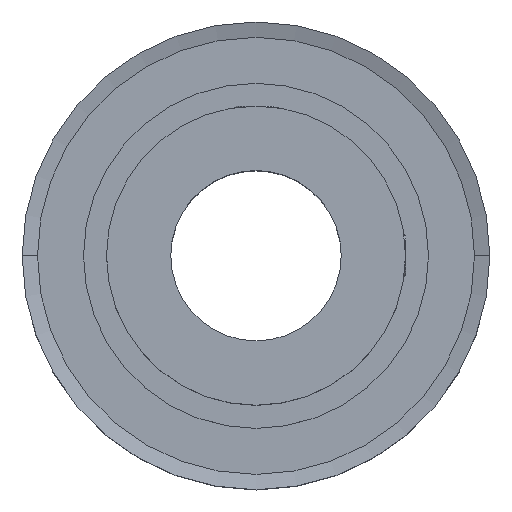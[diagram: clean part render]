
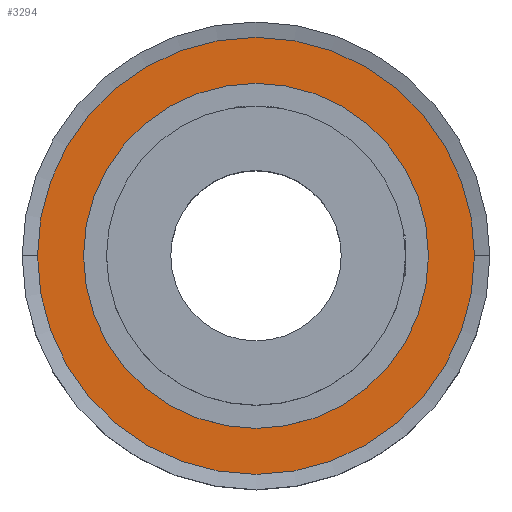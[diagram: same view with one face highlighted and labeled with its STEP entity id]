
A CAD part, top view. The second image highlights one B-rep face of the part: STEP entity #3294.
In plain terms, the highlighted planar face has unit normal (0, 0, 1).
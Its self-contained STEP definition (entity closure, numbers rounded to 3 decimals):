
#446 = DIRECTION ( 'NONE',  ( 1., 0., 0. ) ) ;
#478 = ORIENTED_EDGE ( 'NONE', *, *, #2071, .F. ) ;
#568 = VERTEX_POINT ( 'NONE', #4525 ) ;
#1035 = DIRECTION ( 'NONE',  ( 0., 0., 1. ) ) ;
#1137 = CIRCLE ( 'NONE', #3414, 22.5 ) ;
#1675 = VERTEX_POINT ( 'NONE', #8015 ) ;
#2071 = EDGE_CURVE ( 'NONE', #568, #1675, #7905, .T. ) ;
#2495 = FACE_OUTER_BOUND ( 'NONE', #4351, .T. ) ;
#2768 = CARTESIAN_POINT ( 'NONE',  ( 0., 0., 21.1 ) ) ;
#2825 = AXIS2_PLACEMENT_3D ( 'NONE', #2768, #8208, #7527 ) ;
#3294 = ADVANCED_FACE ( 'NONE', ( #2495, #7265 ), #3881, .T. ) ;
#3414 = AXIS2_PLACEMENT_3D ( 'NONE', #5074, #4389, #8498 ) ;
#3441 = CARTESIAN_POINT ( 'NONE',  ( 28.5, 0., 21.1 ) ) ;
#3454 = CARTESIAN_POINT ( 'NONE',  ( 0., 0., 21.1 ) ) ;
#3515 = EDGE_CURVE ( 'NONE', #7236, #4794, #6660, .T. ) ;
#3881 = PLANE ( 'NONE',  #5255 ) ;
#3913 = AXIS2_PLACEMENT_3D ( 'NONE', #5760, #1035, #7047 ) ;
#4009 = DIRECTION ( 'NONE',  ( 0., 0., 1. ) ) ;
#4351 = EDGE_LOOP ( 'NONE', ( #5673, #4944 ) ) ;
#4389 = DIRECTION ( 'NONE',  ( 0., 0., 1. ) ) ;
#4525 = CARTESIAN_POINT ( 'NONE',  ( -22.5, 0., 21.1 ) ) ;
#4794 = VERTEX_POINT ( 'NONE', #8195 ) ;
#4944 = ORIENTED_EDGE ( 'NONE', *, *, #5206, .T. ) ;
#4966 = DIRECTION ( 'NONE',  ( 0., 0., 1. ) ) ;
#5060 = EDGE_CURVE ( 'NONE', #1675, #568, #1137, .T. ) ;
#5074 = CARTESIAN_POINT ( 'NONE',  ( 0., 0., 21.1 ) ) ;
#5206 = EDGE_CURVE ( 'NONE', #4794, #7236, #5707, .T. ) ;
#5255 = AXIS2_PLACEMENT_3D ( 'NONE', #5396, #4009, #446 ) ;
#5396 = CARTESIAN_POINT ( 'NONE',  ( 0., 22.5, 21.1 ) ) ;
#5673 = ORIENTED_EDGE ( 'NONE', *, *, #3515, .T. ) ;
#5707 = CIRCLE ( 'NONE', #8411, 28.5 ) ;
#5760 = CARTESIAN_POINT ( 'NONE',  ( 0., 0., 21.1 ) ) ;
#6218 = EDGE_LOOP ( 'NONE', ( #6720, #478 ) ) ;
#6660 = CIRCLE ( 'NONE', #2825, 28.5 ) ;
#6720 = ORIENTED_EDGE ( 'NONE', *, *, #5060, .F. ) ;
#7047 = DIRECTION ( 'NONE',  ( 1., 0., 0. ) ) ;
#7236 = VERTEX_POINT ( 'NONE', #3441 ) ;
#7265 = FACE_BOUND ( 'NONE', #6218, .T. ) ;
#7527 = DIRECTION ( 'NONE',  ( 1., 0., 0. ) ) ;
#7905 = CIRCLE ( 'NONE', #3913, 22.5 ) ;
#8015 = CARTESIAN_POINT ( 'NONE',  ( 22.5, 0., 21.1 ) ) ;
#8186 = DIRECTION ( 'NONE',  ( 1., 0., 0. ) ) ;
#8195 = CARTESIAN_POINT ( 'NONE',  ( -28.5, 0., 21.1 ) ) ;
#8208 = DIRECTION ( 'NONE',  ( 0., 0., 1. ) ) ;
#8411 = AXIS2_PLACEMENT_3D ( 'NONE', #3454, #4966, #8186 ) ;
#8498 = DIRECTION ( 'NONE',  ( 1., 0., 0. ) ) ;
